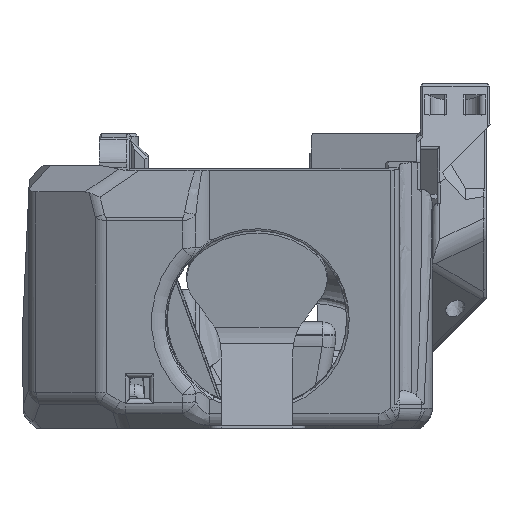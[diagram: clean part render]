
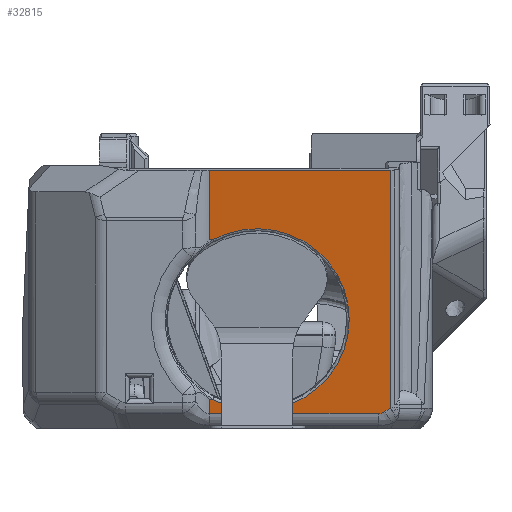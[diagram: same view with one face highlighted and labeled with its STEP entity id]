
A CAD part, left-side view. The second image highlights one B-rep face of the part: STEP entity #32815.
In plain terms, the highlighted planar face has unit normal (-0.985, 0, -0.174).
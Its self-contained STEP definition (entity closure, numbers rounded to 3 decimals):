
#962=ELLIPSE('',#35349,3.203,2.);
#2143=LINE('',#50657,#5060);
#2161=LINE('',#50718,#5078);
#2476=LINE('',#52628,#5393);
#2477=LINE('',#52630,#5394);
#2478=LINE('',#52634,#5395);
#2479=LINE('',#52636,#5396);
#5060=VECTOR('',#39665,1000.);
#5078=VECTOR('',#39703,1000.);
#5393=VECTOR('',#40494,1000.);
#5394=VECTOR('',#40495,1000.);
#5395=VECTOR('',#40498,1000.);
#5396=VECTOR('',#40499,1000.);
#7430=PLANE('',#35348);
#8416=B_SPLINE_CURVE_WITH_KNOTS('',3,(#52309,#52310,#52311,#52312),
 .UNSPECIFIED.,.F.,.F.,(4,4),(0.,0.382),.UNSPECIFIED.);
#8429=B_SPLINE_CURVE_WITH_KNOTS('',3,(#52623,#52624,#52625,#52626),
 .UNSPECIFIED.,.F.,.F.,(4,4),(0.618,1.),.UNSPECIFIED.);
#12299=ORIENTED_EDGE('',*,*,#20916,.F.);
#12300=ORIENTED_EDGE('',*,*,#19959,.T.);
#12301=ORIENTED_EDGE('',*,*,#21053,.T.);
#12302=ORIENTED_EDGE('',*,*,#21054,.F.);
#12303=ORIENTED_EDGE('',*,*,#21055,.T.);
#12304=ORIENTED_EDGE('',*,*,#21056,.T.);
#12305=ORIENTED_EDGE('',*,*,#21057,.F.);
#12306=ORIENTED_EDGE('',*,*,#21058,.T.);
#12307=ORIENTED_EDGE('',*,*,#20526,.F.);
#12308=ORIENTED_EDGE('',*,*,#20551,.F.);
#19959=EDGE_CURVE('',#24774,#24773,#27440,.T.);
#20526=EDGE_CURVE('',#25145,#25146,#2143,.T.);
#20551=EDGE_CURVE('',#25163,#25145,#2161,.T.);
#20916=EDGE_CURVE('',#24774,#25163,#8416,.F.);
#21053=EDGE_CURVE('',#24773,#25518,#8429,.T.);
#21054=EDGE_CURVE('',#25519,#25518,#2476,.T.);
#21055=EDGE_CURVE('',#25519,#25520,#2477,.T.);
#21056=EDGE_CURVE('',#25520,#25521,#962,.T.);
#21057=EDGE_CURVE('',#25522,#25521,#2478,.T.);
#21058=EDGE_CURVE('',#25522,#25146,#2479,.T.);
#24773=VERTEX_POINT('',#48214);
#24774=VERTEX_POINT('',#48216);
#25145=VERTEX_POINT('',#50656);
#25146=VERTEX_POINT('',#50658);
#25163=VERTEX_POINT('',#50717);
#25518=VERTEX_POINT('',#52627);
#25519=VERTEX_POINT('',#52629);
#25520=VERTEX_POINT('',#52631);
#25521=VERTEX_POINT('',#52633);
#25522=VERTEX_POINT('',#52635);
#27440=CIRCLE('',#34770,14.4);
#28710=EDGE_LOOP('',(#12299,#12300,#12301,#12302,#12303,#12304,#12305,#12306,
#12307,#12308));
#30745=FACE_BOUND('',#28710,.T.);
#32815=ADVANCED_FACE('',(#30745),#7430,.F.);
#34770=AXIS2_PLACEMENT_3D('',#48215,#38760,#38761);
#35348=AXIS2_PLACEMENT_3D('',#52622,#40492,#40493);
#35349=AXIS2_PLACEMENT_3D('',#52632,#40496,#40497);
#38760=DIRECTION('',(0.985,0.,0.174));
#38761=DIRECTION('',(0.174,0.,-0.985));
#39665=DIRECTION('',(0.,-1.,0.));
#39703=DIRECTION('',(-0.174,0.,0.985));
#40492=DIRECTION('',(0.985,0.,0.174));
#40493=DIRECTION('',(-0.174,0.,0.985));
#40494=DIRECTION('',(-0.174,0.,0.985));
#40495=DIRECTION('',(0.,-1.,0.));
#40496=DIRECTION('',(-0.985,0.,-0.174));
#40497=DIRECTION('',(-0.165,-0.304,0.938));
#40498=DIRECTION('',(0.097,0.829,-0.551));
#40499=DIRECTION('',(-0.174,0.,0.985));
#48214=CARTESIAN_POINT('',(-28.264,11.767,4.533));
#48215=CARTESIAN_POINT('',(-30.458,4.853,16.973));
#48216=CARTESIAN_POINT('',(-32.651,11.767,29.413));
#50656=CARTESIAN_POINT('',(-34.572,12.27,40.304));
#50657=CARTESIAN_POINT('',(-34.572,24.853,40.304));
#50658=CARTESIAN_POINT('',(-34.572,-16.002,40.304));
#50717=CARTESIAN_POINT('',(-32.66,12.27,29.463));
#50718=CARTESIAN_POINT('',(-31.185,12.27,21.099));
#52309=CARTESIAN_POINT('',(-32.66,12.27,29.463));
#52310=CARTESIAN_POINT('',(-32.657,12.102,29.442));
#52311=CARTESIAN_POINT('',(-32.654,11.935,29.425));
#52312=CARTESIAN_POINT('',(-32.651,11.767,29.413));
#52622=CARTESIAN_POINT('',(-31.185,24.853,21.099));
#52623=CARTESIAN_POINT('',(-28.264,11.767,4.533));
#52624=CARTESIAN_POINT('',(-28.262,11.935,4.52));
#52625=CARTESIAN_POINT('',(-28.259,12.102,4.503));
#52626=CARTESIAN_POINT('',(-28.255,12.27,4.482));
#52627=CARTESIAN_POINT('',(-28.255,12.27,4.482));
#52628=CARTESIAN_POINT('',(-31.185,12.27,21.099));
#52629=CARTESIAN_POINT('',(-27.864,12.27,2.262));
#52630=CARTESIAN_POINT('',(-27.864,-14.655,2.262));
#52631=CARTESIAN_POINT('',(-27.864,-14.07,2.262));
#52632=CARTESIAN_POINT('',(-28.404,-14.652,5.326));
#52633=CARTESIAN_POINT('',(-27.923,-15.07,2.597));
#52634=CARTESIAN_POINT('',(-27.821,-14.199,2.018));
#52635=CARTESIAN_POINT('',(-28.032,-16.002,3.216));
#52636=CARTESIAN_POINT('',(-7.663,-16.002,-112.301));
